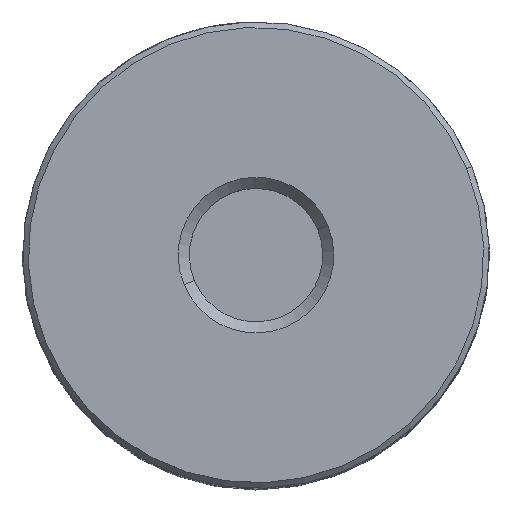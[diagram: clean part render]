
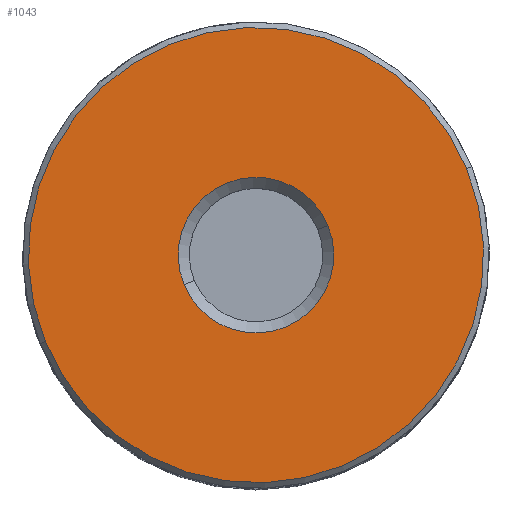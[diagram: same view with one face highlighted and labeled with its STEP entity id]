
A CAD part, top view. The second image highlights one B-rep face of the part: STEP entity #1043.
In plain terms, the highlighted face is planar.
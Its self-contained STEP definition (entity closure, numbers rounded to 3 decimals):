
#5 = DIRECTION ( 'NONE',  ( 0., 0., 1. ) ) ;
#94 = AXIS2_PLACEMENT_3D ( 'NONE', #452, #931, #2099 ) ;
#141 = AXIS2_PLACEMENT_3D ( 'NONE', #686, #2611, #923 ) ;
#177 = VERTEX_POINT ( 'NONE', #2787 ) ;
#207 = VERTEX_POINT ( 'NONE', #2850 ) ;
#228 = AXIS2_PLACEMENT_3D ( 'NONE', #342, #1114, #2305 ) ;
#238 = EDGE_CURVE ( 'NONE', #177, #940, #1656, .T. ) ;
#324 = EDGE_CURVE ( 'NONE', #940, #177, #2198, .T. ) ;
#342 = CARTESIAN_POINT ( 'NONE',  ( 0., 0., 0. ) ) ;
#452 = CARTESIAN_POINT ( 'NONE',  ( 0., 0., 0. ) ) ;
#610 = ORIENTED_EDGE ( 'NONE', *, *, #324, .T. ) ;
#686 = CARTESIAN_POINT ( 'NONE',  ( 0., 0., 0. ) ) ;
#778 = EDGE_LOOP ( 'NONE', ( #2535, #610 ) ) ;
#923 = DIRECTION ( 'NONE',  ( 1., 0., 0. ) ) ;
#930 = FACE_BOUND ( 'NONE', #2502, .T. ) ;
#931 = DIRECTION ( 'NONE',  ( 0., 0., -1. ) ) ;
#940 = VERTEX_POINT ( 'NONE', #2814 ) ;
#1043 = ADVANCED_FACE ( 'NONE', ( #930, #1364 ), #2854, .F. ) ;
#1114 = DIRECTION ( 'NONE',  ( 0., 0., 1. ) ) ;
#1241 = CIRCLE ( 'NONE', #228, 7. ) ;
#1299 = AXIS2_PLACEMENT_3D ( 'NONE', #1949, #5, #2680 ) ;
#1334 = CARTESIAN_POINT ( 'NONE',  ( 0., 0., 0. ) ) ;
#1364 = FACE_OUTER_BOUND ( 'NONE', #778, .T. ) ;
#1656 = CIRCLE ( 'NONE', #141, 20.49 ) ;
#1803 = DIRECTION ( 'NONE',  ( 1., 0., 0. ) ) ;
#1922 = EDGE_CURVE ( 'NONE', #2284, #207, #1241, .T. ) ;
#1949 = CARTESIAN_POINT ( 'NONE',  ( 0., 0., 0. ) ) ;
#1964 = CARTESIAN_POINT ( 'NONE',  ( 7., 0., 0. ) ) ;
#2030 = EDGE_CURVE ( 'NONE', #207, #2284, #3074, .T. ) ;
#2099 = DIRECTION ( 'NONE',  ( 1., 0., 0. ) ) ;
#2198 = CIRCLE ( 'NONE', #94, 20.49 ) ;
#2278 = DIRECTION ( 'NONE',  ( 0., 0., 1. ) ) ;
#2284 = VERTEX_POINT ( 'NONE', #1964 ) ;
#2305 = DIRECTION ( 'NONE',  ( 1., 0., 0. ) ) ;
#2390 = ORIENTED_EDGE ( 'NONE', *, *, #2030, .T. ) ;
#2497 = AXIS2_PLACEMENT_3D ( 'NONE', #1334, #2278, #1803 ) ;
#2502 = EDGE_LOOP ( 'NONE', ( #2390, #2627 ) ) ;
#2535 = ORIENTED_EDGE ( 'NONE', *, *, #238, .T. ) ;
#2611 = DIRECTION ( 'NONE',  ( 0., 0., -1. ) ) ;
#2627 = ORIENTED_EDGE ( 'NONE', *, *, #1922, .T. ) ;
#2680 = DIRECTION ( 'NONE',  ( 1., 0., 0. ) ) ;
#2787 = CARTESIAN_POINT ( 'NONE',  ( 20.49, 0., 0. ) ) ;
#2814 = CARTESIAN_POINT ( 'NONE',  ( -20.49, 0., 0. ) ) ;
#2850 = CARTESIAN_POINT ( 'NONE',  ( -7., 0., 0. ) ) ;
#2854 = PLANE ( 'NONE',  #1299 ) ;
#3074 = CIRCLE ( 'NONE', #2497, 7. ) ;
